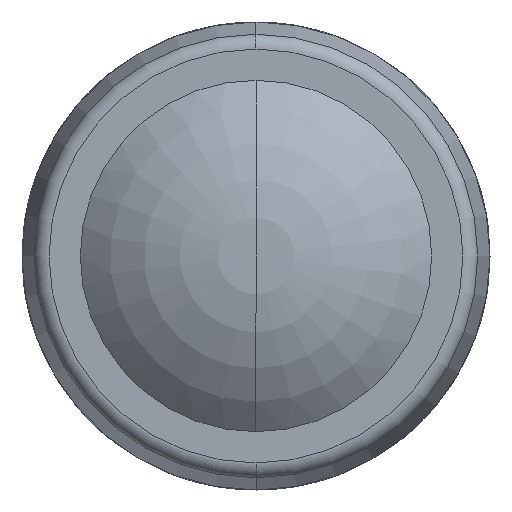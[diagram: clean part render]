
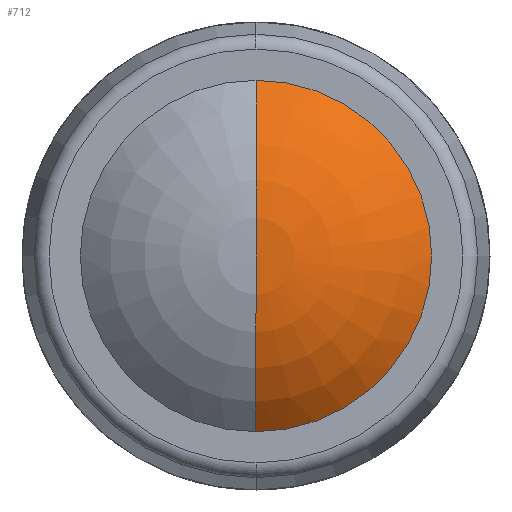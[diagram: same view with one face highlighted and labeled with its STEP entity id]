
A CAD part, left-side view. The second image highlights one B-rep face of the part: STEP entity #712.
In plain terms, the highlighted toroidal (fillet/blend) face has major radius 1.102 mm and minor radius 15 mm.
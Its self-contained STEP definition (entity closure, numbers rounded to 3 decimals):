
#63 = CARTESIAN_POINT ( 'NONE',  ( -91., 0., 0. ) ) ;
#200 = DIRECTION ( 'NONE',  ( 0., 0., -1. ) ) ;
#412 = DIRECTION ( 'NONE',  ( 0., 1., 0. ) ) ;
#547 = ORIENTED_EDGE ( 'NONE', *, *, #4719, .T. ) ;
#620 = CIRCLE ( 'NONE', #1274, 15. ) ;
#712 = ADVANCED_FACE ( 'NONE', ( #3984 ), #3360, .T. ) ;
#934 = AXIS2_PLACEMENT_3D ( 'NONE', #5446, #1144, #1569 ) ;
#1039 = CIRCLE ( 'NONE', #3974, 15. ) ;
#1144 = DIRECTION ( 'NONE',  ( -1., 0., 0. ) ) ;
#1274 = AXIS2_PLACEMENT_3D ( 'NONE', #2796, #2390, #200 ) ;
#1569 = DIRECTION ( 'NONE',  ( 0., 0., 1. ) ) ;
#1838 = DIRECTION ( 'NONE',  ( 0., 0., 1. ) ) ;
#2055 = CARTESIAN_POINT ( 'NONE',  ( -91., 0., -11.45 ) ) ;
#2087 = CIRCLE ( 'NONE', #2717, 11.45 ) ;
#2390 = DIRECTION ( 'NONE',  ( 0., -1., 0. ) ) ;
#2595 = EDGE_CURVE ( 'NONE', #5100, #3720, #1039, .T. ) ;
#2717 = AXIS2_PLACEMENT_3D ( 'NONE', #63, #4423, #1838 ) ;
#2796 = CARTESIAN_POINT ( 'NONE',  ( -80.141, 0., 1.102 ) ) ;
#2984 = CARTESIAN_POINT ( 'NONE',  ( -80.141, 0., -1.102 ) ) ;
#3038 = DIRECTION ( 'NONE',  ( 0., 0., 1. ) ) ;
#3108 = ORIENTED_EDGE ( 'NONE', *, *, #2595, .F. ) ;
#3169 = EDGE_CURVE ( 'NONE', #5100, #4831, #2087, .T. ) ;
#3360 = TOROIDAL_SURFACE ( 'NONE', #934, 1.102, 15. ) ;
#3720 = VERTEX_POINT ( 'NONE', #5545 ) ;
#3766 = CARTESIAN_POINT ( 'NONE',  ( -91., 0., 11.45 ) ) ;
#3974 = AXIS2_PLACEMENT_3D ( 'NONE', #2984, #412, #3038 ) ;
#3984 = FACE_OUTER_BOUND ( 'NONE', #5397, .T. ) ;
#4014 = ORIENTED_EDGE ( 'NONE', *, *, #3169, .T. ) ;
#4423 = DIRECTION ( 'NONE',  ( -1., 0., 0. ) ) ;
#4719 = EDGE_CURVE ( 'NONE', #4831, #3720, #620, .T. ) ;
#4831 = VERTEX_POINT ( 'NONE', #3766 ) ;
#5100 = VERTEX_POINT ( 'NONE', #2055 ) ;
#5397 = EDGE_LOOP ( 'NONE', ( #3108, #4014, #547 ) ) ;
#5446 = CARTESIAN_POINT ( 'NONE',  ( -80.141, 0., 0. ) ) ;
#5545 = CARTESIAN_POINT ( 'NONE',  ( -95.1, 0., 0. ) ) ;
